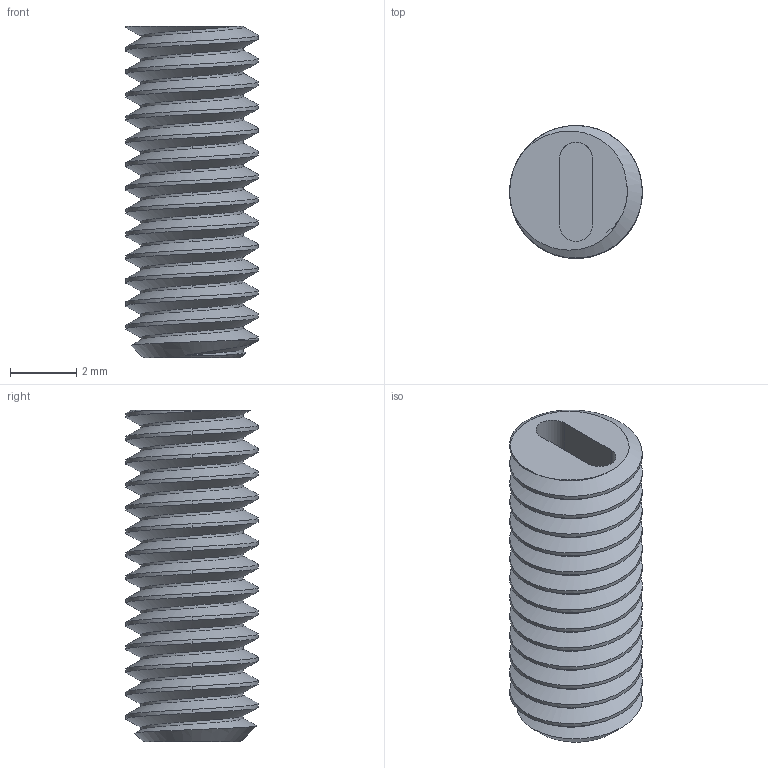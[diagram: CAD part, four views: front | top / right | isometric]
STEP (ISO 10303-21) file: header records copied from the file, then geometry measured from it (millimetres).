
FILE_DESCRIPTION(/* description */ ('STEP AP203'),/* implementation_level */ '2;1');
FILE_NAME(/* name */ 'screws_10mm_m4x0.7_ext.stp',/* time_stamp */ '2022-12-09T16:54:17+01:00',/* author */ ('Rik Ubaghs'),/* organization */ ('Microsoft'),/* preprocessor_version */ 'ST-DEVELOPER v18.1',/* originating_system */ 'Autodesk Inventor 2021',/* authorisation */ '');
FILE_SCHEMA (('AUTOMOTIVE_DESIGN { 1 0 10303 214 3 1 1 }'));
Length unit declared in the file: millimetre
Products named in the file (1): screws_10mm_m4x0.7_ext
Bounding box: 4 x 4 x 10 mm (x, y, z)
Volume: 94.4 mm3; surface area: 226.5 mm2
Topology: 1 solids, 1 shells, 41 faces, 115 edges, 77 vertices
Faces by surface type: cylinder 33, plane 5, bspline 2, cone 1
Full cylindrical faces by diameter (mm): 3.097 x14, 4 x13
Entity records: 7557 total; most frequent: CARTESIAN_POINT 6579, ORIENTED_EDGE 230, DIRECTION 142, EDGE_CURVE 115, VERTEX_POINT 77, B_SPLINE_CURVE_WITH_KNOTS 65, AXIS2_PLACEMENT_3D 52, EDGE_LOOP 42
